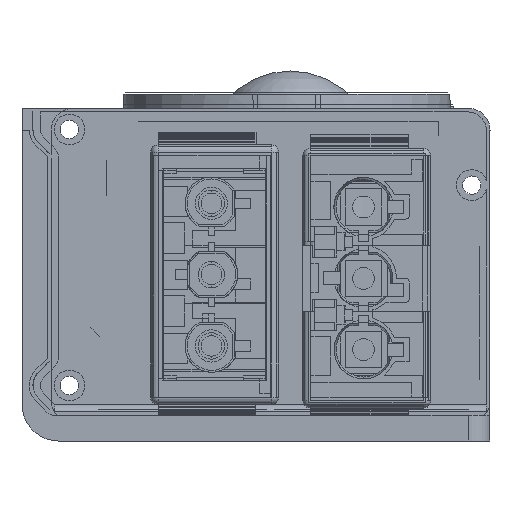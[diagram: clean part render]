
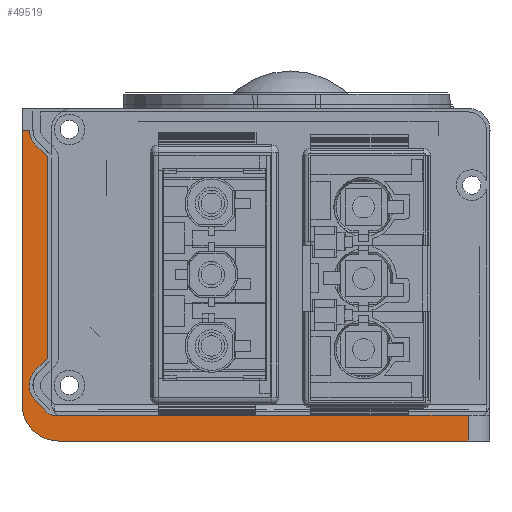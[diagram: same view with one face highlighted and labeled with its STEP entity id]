
A CAD part, front view. The second image highlights one B-rep face of the part: STEP entity #49519.
In plain terms, the highlighted planar face has unit normal (0, -1, 0).
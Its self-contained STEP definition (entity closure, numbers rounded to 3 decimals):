
#3012=PLANE('',#52686);
#5162=FACE_OUTER_BOUND('',#7668,.T.);
#7668=EDGE_LOOP('',(#46730,#46731,#46732,#46733,#46734,#46735,#46736,#46737,
#46738,#46739,#46740,#46741,#46742,#46743,#46744));
#8664=CIRCLE('',#52687,1.5);
#8665=CIRCLE('',#52688,3.);
#8666=CIRCLE('',#52689,0.5);
#8667=CIRCLE('',#52690,0.5);
#8668=CIRCLE('',#52691,3.);
#8669=CIRCLE('',#52692,5.);
#14654=LINE('',#86191,#20769);
#14655=LINE('',#86195,#20770);
#14656=LINE('',#86199,#20771);
#14657=LINE('',#86203,#20772);
#14658=LINE('',#86207,#20773);
#14659=LINE('',#86211,#20774);
#14660=LINE('',#86213,#20775);
#14661=LINE('',#86217,#20776);
#14662=LINE('',#86218,#20777);
#20769=VECTOR('',#64783,56.575);
#20770=VECTOR('',#64786,2.166);
#20771=VECTOR('',#64789,2.086);
#20772=VECTOR('',#64792,27.101);
#20773=VECTOR('',#64795,2.086);
#20774=VECTOR('',#64798,1.002);
#20775=VECTOR('',#64799,37.5);
#20776=VECTOR('',#64802,56.);
#20777=VECTOR('',#64803,3.5);
#26254=VERTEX_POINT('',#86189);
#26255=VERTEX_POINT('',#86190);
#26256=VERTEX_POINT('',#86192);
#26257=VERTEX_POINT('',#86194);
#26258=VERTEX_POINT('',#86196);
#26259=VERTEX_POINT('',#86198);
#26260=VERTEX_POINT('',#86200);
#26261=VERTEX_POINT('',#86202);
#26262=VERTEX_POINT('',#86204);
#26263=VERTEX_POINT('',#86206);
#26264=VERTEX_POINT('',#86208);
#26265=VERTEX_POINT('',#86210);
#26266=VERTEX_POINT('',#86212);
#26267=VERTEX_POINT('',#86214);
#26268=VERTEX_POINT('',#86216);
#33786=EDGE_CURVE('',#26254,#26255,#14654,.T.);
#33787=EDGE_CURVE('',#26256,#26254,#8664,.T.);
#33788=EDGE_CURVE('',#26257,#26256,#14655,.T.);
#33789=EDGE_CURVE('',#26258,#26257,#8665,.T.);
#33790=EDGE_CURVE('',#26259,#26258,#14656,.T.);
#33791=EDGE_CURVE('',#26260,#26259,#8666,.T.);
#33792=EDGE_CURVE('',#26261,#26260,#14657,.T.);
#33793=EDGE_CURVE('',#26262,#26261,#8667,.T.);
#33794=EDGE_CURVE('',#26263,#26262,#14658,.T.);
#33795=EDGE_CURVE('',#26264,#26263,#8668,.T.);
#33796=EDGE_CURVE('',#26265,#26264,#14659,.T.);
#33797=EDGE_CURVE('',#26266,#26265,#14660,.T.);
#33798=EDGE_CURVE('',#26267,#26266,#8669,.T.);
#33799=EDGE_CURVE('',#26267,#26268,#14661,.T.);
#33800=EDGE_CURVE('',#26255,#26268,#14662,.T.);
#46730=ORIENTED_EDGE('',*,*,#33786,.F.);
#46731=ORIENTED_EDGE('',*,*,#33787,.F.);
#46732=ORIENTED_EDGE('',*,*,#33788,.F.);
#46733=ORIENTED_EDGE('',*,*,#33789,.F.);
#46734=ORIENTED_EDGE('',*,*,#33790,.F.);
#46735=ORIENTED_EDGE('',*,*,#33791,.F.);
#46736=ORIENTED_EDGE('',*,*,#33792,.F.);
#46737=ORIENTED_EDGE('',*,*,#33793,.F.);
#46738=ORIENTED_EDGE('',*,*,#33794,.F.);
#46739=ORIENTED_EDGE('',*,*,#33795,.F.);
#46740=ORIENTED_EDGE('',*,*,#33796,.F.);
#46741=ORIENTED_EDGE('',*,*,#33797,.F.);
#46742=ORIENTED_EDGE('',*,*,#33798,.F.);
#46743=ORIENTED_EDGE('',*,*,#33799,.T.);
#46744=ORIENTED_EDGE('',*,*,#33800,.F.);
#49519=ADVANCED_FACE('',(#5162),#3012,.T.);
#52686=AXIS2_PLACEMENT_3D('',#86188,#64781,#64782);
#52687=AXIS2_PLACEMENT_3D('',#86193,#64784,#64785);
#52688=AXIS2_PLACEMENT_3D('',#86197,#64787,#64788);
#52689=AXIS2_PLACEMENT_3D('',#86201,#64790,#64791);
#52690=AXIS2_PLACEMENT_3D('',#86205,#64793,#64794);
#52691=AXIS2_PLACEMENT_3D('',#86209,#64796,#64797);
#52692=AXIS2_PLACEMENT_3D('',#86215,#64800,#64801);
#64781=DIRECTION('center_axis',(0.,-1.,0.));
#64782=DIRECTION('ref_axis',(0.,0.,1.));
#64783=DIRECTION('',(1.,0.,0.));
#64784=DIRECTION('center_axis',(0.,-1.,0.));
#64785=DIRECTION('ref_axis',(-0.391,0.,-0.92));
#64786=DIRECTION('',(0.694,0.,-0.72));
#64787=DIRECTION('center_axis',(0.,-1.,0.));
#64788=DIRECTION('ref_axis',(-1.,0.,0.009));
#64789=DIRECTION('',(-0.707,0.,-0.707));
#64790=DIRECTION('center_axis',(0.,1.,0.));
#64791=DIRECTION('ref_axis',(0.924,0.,-0.383));
#64792=DIRECTION('',(0.,0.,-1.));
#64793=DIRECTION('center_axis',(0.,1.,0.));
#64794=DIRECTION('ref_axis',(0.924,0.,0.383));
#64795=DIRECTION('',(0.707,0.,-0.707));
#64796=DIRECTION('center_axis',(0.,-1.,0.));
#64797=DIRECTION('ref_axis',(-0.916,0.,-0.401));
#64798=DIRECTION('',(1.,0.,0.));
#64799=DIRECTION('',(0.,0.,1.));
#64800=DIRECTION('center_axis',(0.,1.,0.));
#64801=DIRECTION('ref_axis',(-0.707,0.,-0.707));
#64802=DIRECTION('',(1.,0.,0.));
#64803=DIRECTION('',(0.,0.,-1.));
#86188=CARTESIAN_POINT('Origin',(-2.,-77.,-1.8));
#86189=CARTESIAN_POINT('',(-29.575,-77.,-0.3));
#86190=CARTESIAN_POINT('',(27.,-77.,-0.3));
#86191=CARTESIAN_POINT('',(14.,-77.,-0.3));
#86192=CARTESIAN_POINT('',(-30.655,-77.,0.158));
#86193=CARTESIAN_POINT('Origin',(-29.575,-77.,1.2));
#86194=CARTESIAN_POINT('',(-32.159,-77.,1.717));
#86195=CARTESIAN_POINT('',(-24.008,-77.,-6.729));
#86196=CARTESIAN_POINT('',(-32.121,-77.,5.921));
#86197=CARTESIAN_POINT('Origin',(-30.,-77.,3.8));
#86198=CARTESIAN_POINT('',(-30.646,-77.,7.396));
#86199=CARTESIAN_POINT('',(-25.637,-77.,12.405));
#86200=CARTESIAN_POINT('',(-30.5,-77.,7.75));
#86201=CARTESIAN_POINT('Origin',(-31.,-77.,7.75));
#86202=CARTESIAN_POINT('',(-30.5,-77.,34.85));
#86203=CARTESIAN_POINT('',(-30.5,-77.,-2.8));
#86204=CARTESIAN_POINT('',(-30.646,-77.,35.204));
#86205=CARTESIAN_POINT('Origin',(-31.,-77.,34.85));
#86206=CARTESIAN_POINT('',(-32.121,-77.,36.679));
#86207=CARTESIAN_POINT('',(-14.971,-77.,19.529));
#86208=CARTESIAN_POINT('',(-32.998,-77.,38.7));
#86209=CARTESIAN_POINT('Origin',(-30.,-77.,38.8));
#86210=CARTESIAN_POINT('',(-34.,-77.,38.7));
#86211=CARTESIAN_POINT('',(14.,-77.,38.7));
#86212=CARTESIAN_POINT('',(-34.,-77.,1.2));
#86213=CARTESIAN_POINT('',(-34.,-77.,30.325));
#86214=CARTESIAN_POINT('',(-29.,-77.,-3.8));
#86215=CARTESIAN_POINT('Origin',(-29.,-77.,1.2));
#86216=CARTESIAN_POINT('',(27.,-77.,-3.8));
#86217=CARTESIAN_POINT('',(30.,-77.,-3.8));
#86218=CARTESIAN_POINT('',(27.,-77.,-2.8));
